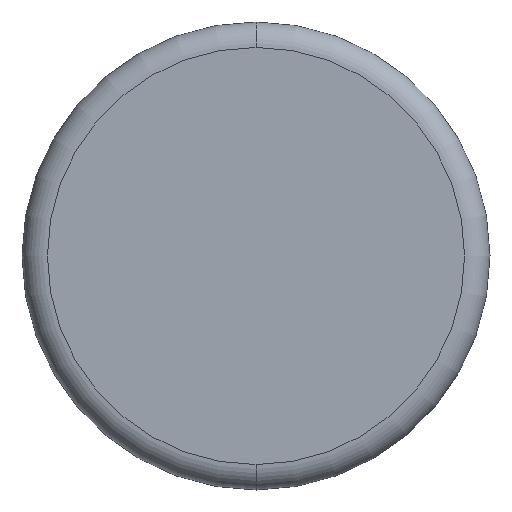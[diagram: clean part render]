
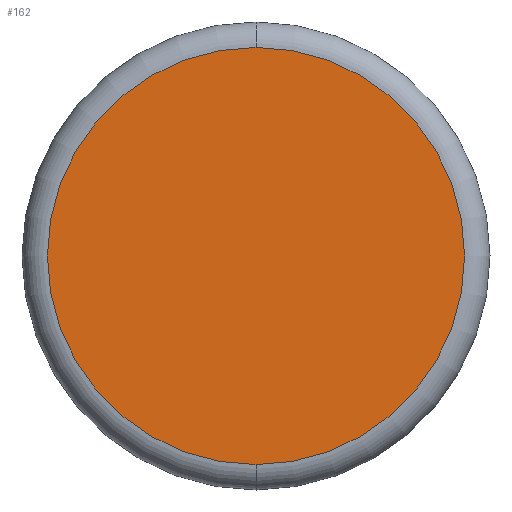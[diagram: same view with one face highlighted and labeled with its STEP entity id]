
A CAD part, front view. The second image highlights one B-rep face of the part: STEP entity #162.
In plain terms, the highlighted planar face has unit normal (0, -1, 0).
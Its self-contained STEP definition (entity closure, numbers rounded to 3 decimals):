
#1 = CARTESIAN_POINT ( 'NONE',  ( 0., 0., 0. ) ) ;
#14 = DIRECTION ( 'NONE',  ( 0., 0., 1. ) ) ;
#15 = CARTESIAN_POINT ( 'NONE',  ( 0., 0., 4.1 ) ) ;
#25 = ORIENTED_EDGE ( 'NONE', *, *, #322, .T. ) ;
#85 = DIRECTION ( 'NONE',  ( 0., 1., 0. ) ) ;
#87 = VERTEX_POINT ( 'NONE', #15 ) ;
#107 = AXIS2_PLACEMENT_3D ( 'NONE', #200, #242, #490 ) ;
#162 = ADVANCED_FACE ( 'NONE', ( #261 ), #213, .F. ) ;
#180 = CARTESIAN_POINT ( 'NONE',  ( 0., 0., 0. ) ) ;
#200 = CARTESIAN_POINT ( 'NONE',  ( 0., 0., 0. ) ) ;
#208 = EDGE_LOOP ( 'NONE', ( #25, #510 ) ) ;
#213 = PLANE ( 'NONE',  #353 ) ;
#242 = DIRECTION ( 'NONE',  ( 0., -1., 0. ) ) ;
#261 = FACE_OUTER_BOUND ( 'NONE', #208, .T. ) ;
#322 = EDGE_CURVE ( 'NONE', #87, #486, #526, .T. ) ;
#353 = AXIS2_PLACEMENT_3D ( 'NONE', #1, #85, #410 ) ;
#379 = AXIS2_PLACEMENT_3D ( 'NONE', #180, #420, #14 ) ;
#401 = CARTESIAN_POINT ( 'NONE',  ( 0., 0., -4.1 ) ) ;
#410 = DIRECTION ( 'NONE',  ( 0., 0., 1. ) ) ;
#420 = DIRECTION ( 'NONE',  ( 0., -1., 0. ) ) ;
#426 = EDGE_CURVE ( 'NONE', #486, #87, #475, .T. ) ;
#475 = CIRCLE ( 'NONE', #107, 4.1 ) ;
#486 = VERTEX_POINT ( 'NONE', #401 ) ;
#490 = DIRECTION ( 'NONE',  ( 0., 0., 1. ) ) ;
#510 = ORIENTED_EDGE ( 'NONE', *, *, #426, .T. ) ;
#526 = CIRCLE ( 'NONE', #379, 4.1 ) ;
